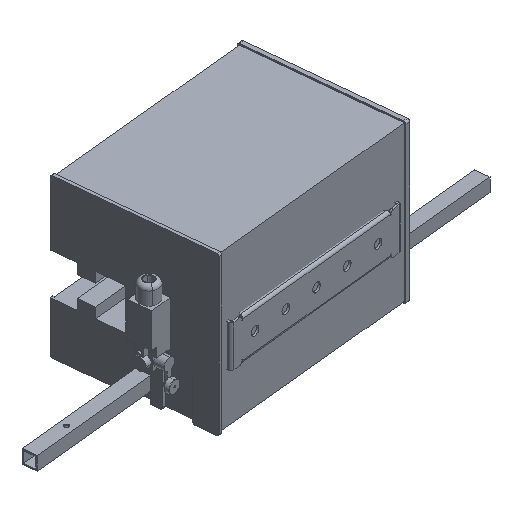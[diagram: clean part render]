
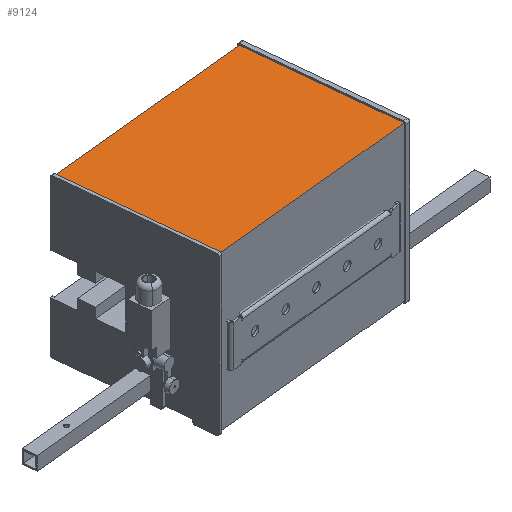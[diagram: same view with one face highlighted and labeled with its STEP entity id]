
A CAD part, isometric view. The second image highlights one B-rep face of the part: STEP entity #9124.
In plain terms, the highlighted face is planar.
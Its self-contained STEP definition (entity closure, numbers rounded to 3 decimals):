
#18 = FACE_OUTER_BOUND ( 'NONE', #3414, .T. ) ;
#378 = CARTESIAN_POINT ( 'NONE',  ( 2.3, -31., 306. ) ) ;
#487 = LINE ( 'NONE', #4779, #8883 ) ;
#1032 = CARTESIAN_POINT ( 'NONE',  ( 2.3, 188., 306. ) ) ;
#1399 = VERTEX_POINT ( 'NONE', #8828 ) ;
#2164 = DIRECTION ( 'NONE',  ( 0., 0., -1. ) ) ;
#2222 = CARTESIAN_POINT ( 'NONE',  ( 2.3, 188., 6. ) ) ;
#2374 = AXIS2_PLACEMENT_3D ( 'NONE', #7686, #6313, #5647 ) ;
#2886 = VECTOR ( 'NONE', #9025, 1000. ) ;
#3003 = VECTOR ( 'NONE', #6549, 1000. ) ;
#3324 = EDGE_CURVE ( 'NONE', #6477, #1399, #7258, .T. ) ;
#3414 = EDGE_LOOP ( 'NONE', ( #6966, #9320, #5434, #9098 ) ) ;
#3522 = CARTESIAN_POINT ( 'NONE',  ( 2.3, -31., 6. ) ) ;
#4221 = DIRECTION ( 'NONE',  ( 0., -1., 0. ) ) ;
#4348 = CARTESIAN_POINT ( 'NONE',  ( 2.3, -31., 306. ) ) ;
#4779 = CARTESIAN_POINT ( 'NONE',  ( 2.3, 188., 306. ) ) ;
#5434 = ORIENTED_EDGE ( 'NONE', *, *, #7833, .F. ) ;
#5647 = DIRECTION ( 'NONE',  ( 0., 1., 0. ) ) ;
#5924 = VECTOR ( 'NONE', #4221, 1000. ) ;
#6118 = EDGE_CURVE ( 'NONE', #7493, #6477, #487, .T. ) ;
#6313 = DIRECTION ( 'NONE',  ( 1., 0., 0. ) ) ;
#6477 = VERTEX_POINT ( 'NONE', #2222 ) ;
#6549 = DIRECTION ( 'NONE',  ( 0., -1., 0. ) ) ;
#6915 = CARTESIAN_POINT ( 'NONE',  ( 2.3, -31., 306. ) ) ;
#6966 = ORIENTED_EDGE ( 'NONE', *, *, #3324, .T. ) ;
#7056 = PLANE ( 'NONE',  #2374 ) ;
#7258 = LINE ( 'NONE', #3522, #5924 ) ;
#7493 = VERTEX_POINT ( 'NONE', #1032 ) ;
#7497 = LINE ( 'NONE', #4348, #3003 ) ;
#7686 = CARTESIAN_POINT ( 'NONE',  ( 2.3, -31., 306. ) ) ;
#7833 = EDGE_CURVE ( 'NONE', #7493, #8505, #7497, .T. ) ;
#8009 = EDGE_CURVE ( 'NONE', #8505, #1399, #9191, .T. ) ;
#8505 = VERTEX_POINT ( 'NONE', #6915 ) ;
#8828 = CARTESIAN_POINT ( 'NONE',  ( 2.3, -31., 6. ) ) ;
#8883 = VECTOR ( 'NONE', #2164, 1000. ) ;
#9025 = DIRECTION ( 'NONE',  ( 0., 0., -1. ) ) ;
#9098 = ORIENTED_EDGE ( 'NONE', *, *, #6118, .T. ) ;
#9124 = ADVANCED_FACE ( 'NONE', ( #18 ), #7056, .F. ) ;
#9191 = LINE ( 'NONE', #378, #2886 ) ;
#9320 = ORIENTED_EDGE ( 'NONE', *, *, #8009, .F. ) ;
